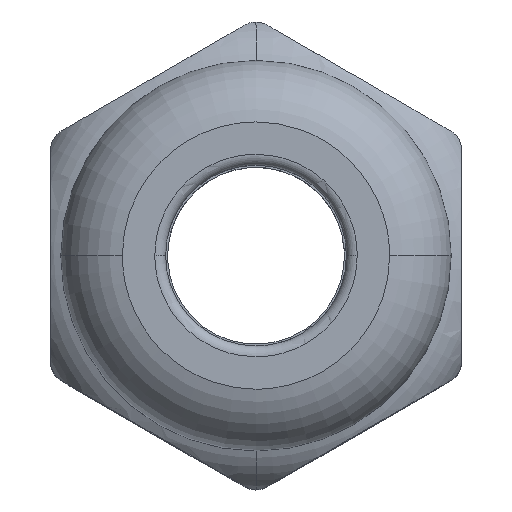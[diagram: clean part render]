
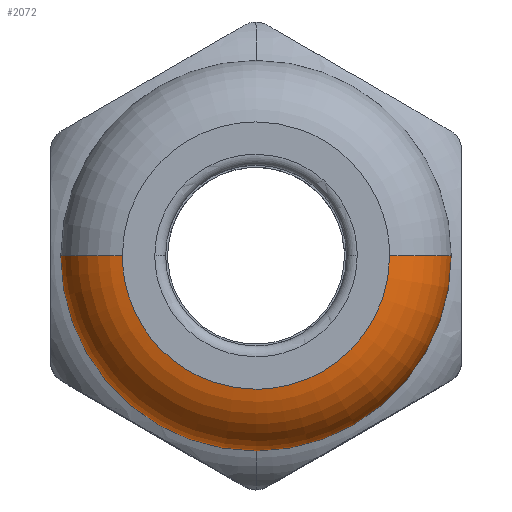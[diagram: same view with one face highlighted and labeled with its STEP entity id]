
A CAD part, top view. The second image highlights one B-rep face of the part: STEP entity #2072.
In plain terms, the highlighted toroidal (fillet/blend) face has major radius 5.565 mm and minor radius 3.465 mm.
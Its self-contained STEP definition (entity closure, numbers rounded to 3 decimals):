
#2036=AXIS2_PLACEMENT_3D('Torus Axis2P3D',#2033,#2034,#2035) ;
#2040=AXIS2_PLACEMENT_3D('Circle Axis2P3D',#2038,#2039,$) ;
#2047=AXIS2_PLACEMENT_3D('Circle Axis2P3D',#2045,#2046,$) ;
#2054=AXIS2_PLACEMENT_3D('Circle Axis2P3D',#2052,#2053,$) ;
#2061=AXIS2_PLACEMENT_3D('Circle Axis2P3D',#2059,#2060,$) ;
#1891=CARTESIAN_POINT('Control Point',(15.68,10.815,34.5)) ;
#1892=CARTESIAN_POINT('Control Point',(15.68,10.597,34.5)) ;
#1893=CARTESIAN_POINT('Control Point',(15.67,10.379,34.5)) ;
#1894=CARTESIAN_POINT('Control Point',(15.651,10.155,34.5)) ;
#1895=CARTESIAN_POINT('Control Point',(15.591,9.706,34.5)) ;
#1896=CARTESIAN_POINT('Control Point',(15.483,9.24,34.5)) ;
#1897=CARTESIAN_POINT('Control Point',(15.419,9.013,34.5)) ;
#1898=CARTESIAN_POINT('Control Point',(15.229,8.447,34.5)) ;
#1899=CARTESIAN_POINT('Control Point',(14.967,7.897,34.5)) ;
#1900=CARTESIAN_POINT('Control Point',(14.784,7.58,34.5)) ;
#1901=CARTESIAN_POINT('Control Point',(14.442,7.075,34.5)) ;
#1902=CARTESIAN_POINT('Control Point',(14.059,6.633,34.5)) ;
#1903=CARTESIAN_POINT('Control Point',(13.898,6.465,34.5)) ;
#1904=CARTESIAN_POINT('Control Point',(13.646,6.224,34.5)) ;
#1905=CARTESIAN_POINT('Control Point',(13.391,6.012,34.5)) ;
#1906=CARTESIAN_POINT('Control Point',(13.303,5.941,34.5)) ;
#1907=CARTESIAN_POINT('Control Point',(12.726,5.504,34.5)) ;
#1908=CARTESIAN_POINT('Control Point',(12.087,5.152,34.5)) ;
#1909=CARTESIAN_POINT('Control Point',(11.516,4.925,34.5)) ;
#1910=CARTESIAN_POINT('Control Point',(10.762,4.728,34.5)) ;
#1911=CARTESIAN_POINT('Control Point',(9.993,4.651,34.5)) ;
#1912=CARTESIAN_POINT('Control Point',(9.828,4.64,34.5)) ;
#1913=CARTESIAN_POINT('Control Point',(9.664,4.635,34.5)) ;
#1914=CARTESIAN_POINT('Control Point',(9.5,4.635,34.5)) ;
#1915=CARTESIAN_POINT('Vertex',(15.68,10.815,34.5)) ;
#1917=CARTESIAN_POINT('Vertex',(9.5,4.635,34.5)) ;
#1982=CARTESIAN_POINT('Vertex',(3.32,10.815,34.5)) ;
#1986=CARTESIAN_POINT('Control Point',(9.5,4.635,34.5)) ;
#1987=CARTESIAN_POINT('Control Point',(9.273,4.635,34.5)) ;
#1988=CARTESIAN_POINT('Control Point',(9.046,4.645,34.5)) ;
#1989=CARTESIAN_POINT('Control Point',(8.811,4.667,34.5)) ;
#1990=CARTESIAN_POINT('Control Point',(8.227,4.749,34.5)) ;
#1991=CARTESIAN_POINT('Control Point',(7.636,4.905,34.5)) ;
#1992=CARTESIAN_POINT('Control Point',(7.291,5.026,34.5)) ;
#1993=CARTESIAN_POINT('Control Point',(6.789,5.245,34.5)) ;
#1994=CARTESIAN_POINT('Control Point',(6.332,5.505,34.5)) ;
#1995=CARTESIAN_POINT('Control Point',(6.181,5.598,34.5)) ;
#1996=CARTESIAN_POINT('Control Point',(5.987,5.727,34.5)) ;
#1997=CARTESIAN_POINT('Control Point',(5.8,5.865,34.5)) ;
#1998=CARTESIAN_POINT('Control Point',(5.752,5.901,34.5)) ;
#1999=CARTESIAN_POINT('Control Point',(5.32,6.235,34.5)) ;
#2000=CARTESIAN_POINT('Control Point',(4.925,6.617,34.5)) ;
#2001=CARTESIAN_POINT('Control Point',(4.608,6.992,34.5)) ;
#2002=CARTESIAN_POINT('Control Point',(4.261,7.495,34.5)) ;
#2003=CARTESIAN_POINT('Control Point',(3.979,8.034,34.5)) ;
#2004=CARTESIAN_POINT('Control Point',(3.925,8.144,34.5)) ;
#2005=CARTESIAN_POINT('Control Point',(3.824,8.362,34.5)) ;
#2006=CARTESIAN_POINT('Control Point',(3.737,8.577,34.5)) ;
#2007=CARTESIAN_POINT('Control Point',(3.697,8.683,34.5)) ;
#2008=CARTESIAN_POINT('Control Point',(3.621,8.901,34.5)) ;
#2009=CARTESIAN_POINT('Control Point',(3.558,9.11,34.5)) ;
#2010=CARTESIAN_POINT('Control Point',(3.528,9.217,34.5)) ;
#2011=CARTESIAN_POINT('Control Point',(3.451,9.522,34.5)) ;
#2012=CARTESIAN_POINT('Control Point',(3.393,9.835,34.5)) ;
#2013=CARTESIAN_POINT('Control Point',(3.361,10.047,34.5)) ;
#2014=CARTESIAN_POINT('Control Point',(3.333,10.337,34.5)) ;
#2015=CARTESIAN_POINT('Control Point',(3.322,10.638,34.5)) ;
#2016=CARTESIAN_POINT('Control Point',(3.321,10.697,34.5)) ;
#2017=CARTESIAN_POINT('Control Point',(3.32,10.756,34.5)) ;
#2018=CARTESIAN_POINT('Control Point',(3.32,10.815,34.5)) ;
#2033=CARTESIAN_POINT('Axis2P3D Location',(9.5,10.815,31.09)) ;
#2038=CARTESIAN_POINT('Axis2P3D Location',(15.065,10.815,31.09)) ;
#2042=CARTESIAN_POINT('Vertex',(18.53,10.815,31.09)) ;
#2045=CARTESIAN_POINT('Axis2P3D Location',(3.935,10.815,31.09)) ;
#2049=CARTESIAN_POINT('Vertex',(0.47,10.815,31.09)) ;
#2052=CARTESIAN_POINT('Axis2P3D Location',(9.5,10.815,31.09)) ;
#2056=CARTESIAN_POINT('Vertex',(9.5,1.785,31.09)) ;
#2059=CARTESIAN_POINT('Axis2P3D Location',(9.5,10.815,31.09)) ;
#2034=DIRECTION('Axis2P3D Direction',(0.,0.,-1.)) ;
#2035=DIRECTION('Axis2P3D XDirection',(1.,0.,0.)) ;
#2039=DIRECTION('Axis2P3D Direction',(0.,1.,0.)) ;
#2046=DIRECTION('Axis2P3D Direction',(0.,-1.,0.)) ;
#2053=DIRECTION('Axis2P3D Direction',(0.,0.,-1.)) ;
#2060=DIRECTION('Axis2P3D Direction',(0.,0.,-1.)) ;
#2065=ORIENTED_EDGE('',*,*,#2044,.T.) ;
#2066=ORIENTED_EDGE('',*,*,#1919,.T.) ;
#2067=ORIENTED_EDGE('',*,*,#2019,.T.) ;
#2068=ORIENTED_EDGE('',*,*,#2051,.T.) ;
#2069=ORIENTED_EDGE('',*,*,#2058,.F.) ;
#2070=ORIENTED_EDGE('',*,*,#2063,.F.) ;
#2072=ADVANCED_FACE('Hauptk\X2\00F6\X0\rper.1',(#2071),#2037,.T.) ;
#1890=B_SPLINE_CURVE_WITH_KNOTS('',5,(#1891,#1892,#1893,#1894,#1895,#1896,#1897,#1898,#1899,#1900,#1901,#1902,#1903,#1904,#1905,#1906,#1907,#1908,#1909,#1910,#1911,#1912,#1913,#1914),.UNSPECIFIED.,.F.,.U.,(6,3,3,3,3,3,3,6),(0.,1.65,3.184,5.491,7.074,7.946,12.553,13.796),.UNSPECIFIED.) ;
#1985=B_SPLINE_CURVE_WITH_KNOTS('',5,(#1986,#1987,#1988,#1989,#1990,#1991,#1992,#1993,#1994,#1995,#1996,#1997,#1998,#1999,#2000,#2001,#2002,#2003,#2004,#2005,#2006,#2007,#2008,#2009,#2010,#2011,#2012,#2013,#2014,#2015,#2016,#2017,#2018),.UNSPECIFIED.,.F.,.U.,(6,3,3,3,3,3,3,3,3,3,6),(0.,1.6,3.951,5.17,5.588,9.019,9.87,10.72,11.646,13.365,13.781),.UNSPECIFIED.) ;
#2041=CIRCLE('generated circle',#2040,3.465) ;
#2048=CIRCLE('generated circle',#2047,3.465) ;
#2055=CIRCLE('generated circle',#2054,9.03) ;
#2062=CIRCLE('generated circle',#2061,9.03) ;
#2037=TOROIDAL_SURFACE('homeo Torus',#2036,5.565,3.465) ;
#1919=EDGE_CURVE('',#1916,#1918,#1890,.T.) ;
#2019=EDGE_CURVE('',#1918,#1983,#1985,.T.) ;
#2044=EDGE_CURVE('',#2043,#1916,#2041,.F.) ;
#2051=EDGE_CURVE('',#1983,#2050,#2048,.T.) ;
#2058=EDGE_CURVE('',#2057,#2050,#2055,.T.) ;
#2063=EDGE_CURVE('',#2043,#2057,#2062,.T.) ;
#2064=EDGE_LOOP('',(#2065,#2066,#2067,#2068,#2069,#2070)) ;
#2071=FACE_OUTER_BOUND('',#2064,.T.) ;
#1916=VERTEX_POINT('',#1915) ;
#1918=VERTEX_POINT('',#1917) ;
#1983=VERTEX_POINT('',#1982) ;
#2043=VERTEX_POINT('',#2042) ;
#2050=VERTEX_POINT('',#2049) ;
#2057=VERTEX_POINT('',#2056) ;
